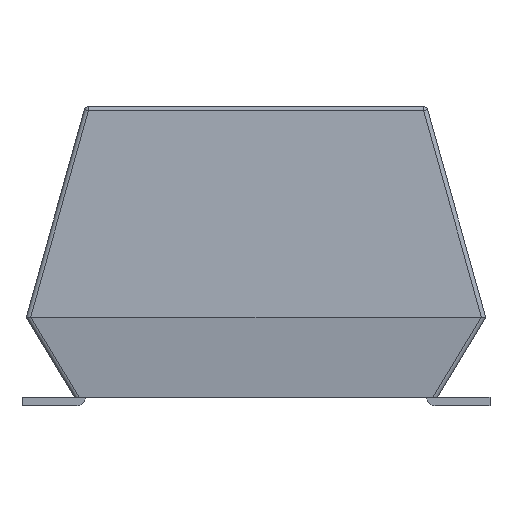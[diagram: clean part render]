
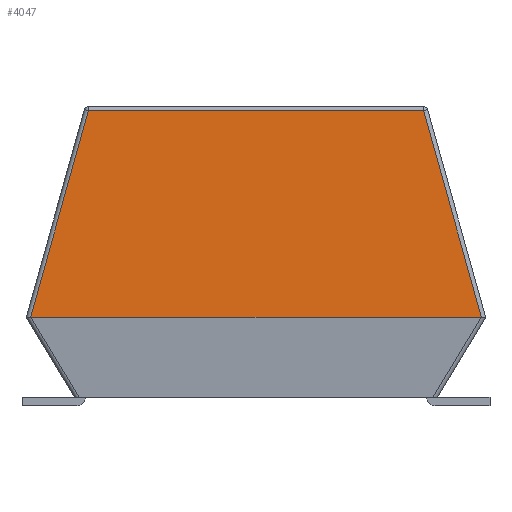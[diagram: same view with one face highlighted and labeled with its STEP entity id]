
A CAD part, left-side view. The second image highlights one B-rep face of the part: STEP entity #4047.
In plain terms, the highlighted planar face has unit normal (-0.999, 0, 0.04).
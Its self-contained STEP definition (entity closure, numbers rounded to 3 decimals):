
#380 = VECTOR ( 'NONE', #440, 1000. ) ;
#397 = CARTESIAN_POINT ( 'NONE',  ( -6.254, 3.974, 7.004 ) ) ;
#440 = DIRECTION ( 'NONE',  ( 0.038, 0.269, 0.962 ) ) ;
#491 = VERTEX_POINT ( 'NONE', #397 ) ;
#518 = LINE ( 'NONE', #2097, #8161 ) ;
#696 = VERTEX_POINT ( 'NONE', #9159 ) ;
#708 = ORIENTED_EDGE ( 'NONE', *, *, #7990, .F. ) ;
#1193 = CARTESIAN_POINT ( 'NONE',  ( -6.45, -5.339, 2.1 ) ) ;
#1521 = DIRECTION ( 'NONE',  ( 0.04, 0., 0.999 ) ) ;
#2026 = CARTESIAN_POINT ( 'NONE',  ( -6.45, -5.339, 2.1 ) ) ;
#2097 = CARTESIAN_POINT ( 'NONE',  ( -6.45, -5.45, 2.1 ) ) ;
#2355 = CARTESIAN_POINT ( 'NONE',  ( -6.45, 5.347, 2.101 ) ) ;
#2590 = EDGE_LOOP ( 'NONE', ( #3988, #6394, #708, #4751, #5288, #7076 ) ) ;
#2930 = LINE ( 'NONE', #7541, #8103 ) ;
#3058 = VERTEX_POINT ( 'NONE', #5325 ) ;
#3223 = CARTESIAN_POINT ( 'NONE',  ( -6.45, 5.344, 2.1 ) ) ;
#3640 = DIRECTION ( 'NONE',  ( -0.038, 0.269, -0.962 ) ) ;
#3721 = CARTESIAN_POINT ( 'NONE',  ( -6.254, -3.974, 7.004 ) ) ;
#3724 = DIRECTION ( 'NONE',  ( 0., 1., 0. ) ) ;
#3828 = EDGE_CURVE ( 'NONE', #6541, #3058, #9050, .T. ) ;
#3988 = ORIENTED_EDGE ( 'NONE', *, *, #9655, .T. ) ;
#4047 = ADVANCED_FACE ( 'NONE', ( #8034 ), #9162, .T. ) ;
#4152 = CARTESIAN_POINT ( 'NONE',  ( -6.45, 5.347, 2.101 ) ) ;
#4177 = EDGE_CURVE ( 'NONE', #9350, #696, #7956, .T. ) ;
#4411 = CARTESIAN_POINT ( 'NONE',  ( -6.45, -5.45, 2.1 ) ) ;
#4588 = LINE ( 'NONE', #8856, #380 ) ;
#4751 = ORIENTED_EDGE ( 'NONE', *, *, #3828, .T. ) ;
#5030 = VECTOR ( 'NONE', #3724, 1000. ) ;
#5095 = CARTESIAN_POINT ( 'NONE',  ( -6.45, -5.342, 2.1 ) ) ;
#5279 = LINE ( 'NONE', #6057, #5030 ) ;
#5288 = ORIENTED_EDGE ( 'NONE', *, *, #7797, .T. ) ;
#5325 = CARTESIAN_POINT ( 'NONE',  ( -6.45, -5.347, 2.101 ) ) ;
#5387 = DIRECTION ( 'NONE',  ( -0.999, 0., 0.04 ) ) ;
#6057 = CARTESIAN_POINT ( 'NONE',  ( -6.254, 4.05, 7.004 ) ) ;
#6394 = ORIENTED_EDGE ( 'NONE', *, *, #4177, .T. ) ;
#6541 = VERTEX_POINT ( 'NONE', #1193 ) ;
#7076 = ORIENTED_EDGE ( 'NONE', *, *, #9066, .T. ) ;
#7128 = AXIS2_PLACEMENT_3D ( 'NONE', #4411, #5387, #1521 ) ;
#7541 = CARTESIAN_POINT ( 'NONE',  ( -6.451, 5.355, 2.073 ) ) ;
#7550 = CARTESIAN_POINT ( 'NONE',  ( -6.45, -5.347, 2.101 ) ) ;
#7797 = EDGE_CURVE ( 'NONE', #3058, #7860, #4588, .T. ) ;
#7860 = VERTEX_POINT ( 'NONE', #3721 ) ;
#7956 =( BOUNDED_CURVE ( )  B_SPLINE_CURVE ( 3, ( #2355, #3223, #9700, #8736 ),
 .UNSPECIFIED., .F., .F. ) 
 B_SPLINE_CURVE_WITH_KNOTS ( ( 4, 4 ),
 ( 3.008, 3.067 ),
 .UNSPECIFIED. ) 
 CURVE ( )  GEOMETRIC_REPRESENTATION_ITEM ( )  RATIONAL_B_SPLINE_CURVE ( ( 1., 1., 1., 1. ) ) 
 REPRESENTATION_ITEM ( '' )  );
#7990 = EDGE_CURVE ( 'NONE', #6541, #696, #518, .T. ) ;
#8034 = FACE_OUTER_BOUND ( 'NONE', #2590, .T. ) ;
#8103 = VECTOR ( 'NONE', #3640, 1000. ) ;
#8161 = VECTOR ( 'NONE', #8469, 1000. ) ;
#8302 = CARTESIAN_POINT ( 'NONE',  ( -6.45, -5.344, 2.1 ) ) ;
#8469 = DIRECTION ( 'NONE',  ( 0., 1., 0. ) ) ;
#8736 = CARTESIAN_POINT ( 'NONE',  ( -6.45, 5.339, 2.1 ) ) ;
#8856 = CARTESIAN_POINT ( 'NONE',  ( -6.251, -3.955, 7.073 ) ) ;
#9050 =( BOUNDED_CURVE ( )  B_SPLINE_CURVE ( 3, ( #2026, #5095, #8302, #7550 ),
 .UNSPECIFIED., .F., .F. ) 
 B_SPLINE_CURVE_WITH_KNOTS ( ( 4, 4 ),
 ( 0.075, 0.133 ),
 .UNSPECIFIED. ) 
 CURVE ( )  GEOMETRIC_REPRESENTATION_ITEM ( )  RATIONAL_B_SPLINE_CURVE ( ( 1., 1., 1., 1. ) ) 
 REPRESENTATION_ITEM ( '' )  );
#9066 = EDGE_CURVE ( 'NONE', #7860, #491, #5279, .T. ) ;
#9159 = CARTESIAN_POINT ( 'NONE',  ( -6.45, 5.339, 2.1 ) ) ;
#9162 = PLANE ( 'NONE',  #7128 ) ;
#9350 = VERTEX_POINT ( 'NONE', #4152 ) ;
#9655 = EDGE_CURVE ( 'NONE', #491, #9350, #2930, .T. ) ;
#9700 = CARTESIAN_POINT ( 'NONE',  ( -6.45, 5.342, 2.1 ) ) ;
